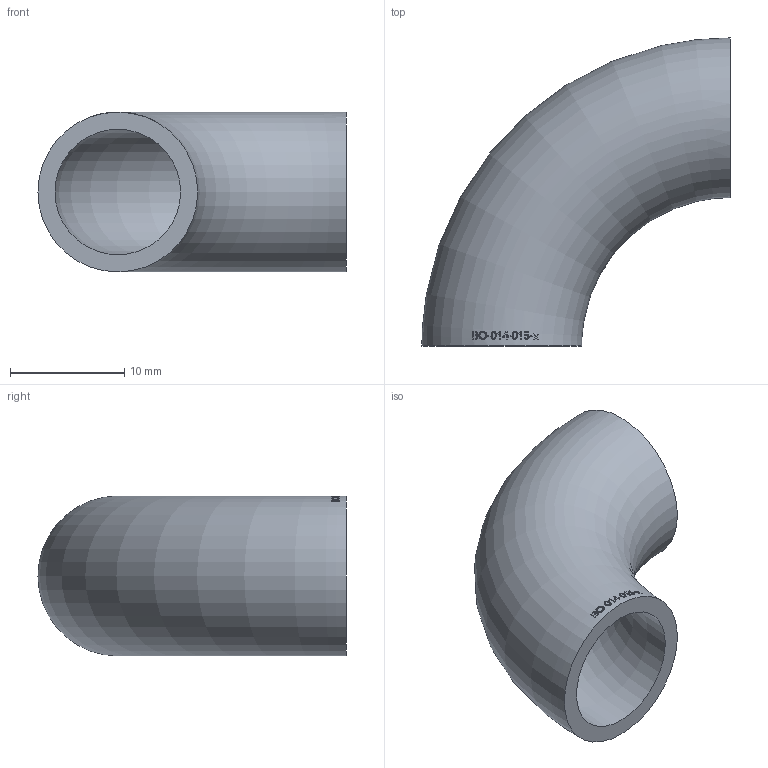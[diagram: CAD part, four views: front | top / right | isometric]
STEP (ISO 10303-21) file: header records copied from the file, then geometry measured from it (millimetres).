
FILE_DESCRIPTION (( 'STEP AP214' ), '1' );
FILE_NAME ('BO-014-015-x Bogen 1911.STEP', '2019-11-07T13:12:19', ( '' ), ( '' ), 'SwSTEP 2.0', 'SolidWorks 2016', '' );
FILE_SCHEMA (( 'AUTOMOTIVE_DESIGN' ));
Length unit declared in the file: millimetre
Products named in the file (1): BO-014-015-x Bogen 1911
Bounding box: 27 x 27 x 14 mm (x, y, z)
Volume: 1850.5 mm3; surface area: 2585.5 mm2
Topology: 1 solids, 1 shells, 131 faces, 334 edges, 223 vertices
Faces by surface type: plane 71, bspline 40, torus 20
Entity records: 7232 total; most frequent: CARTESIAN_POINT 3243, ORIENTED_EDGE 662, EDGE_CURVE 331, DIRECTION 301, VERTEX_POINT 222, B_SPLINE_CURVE_WITH_KNOTS 218, EDGE_LOOP 153, FACE_OUTER_BOUND 133
